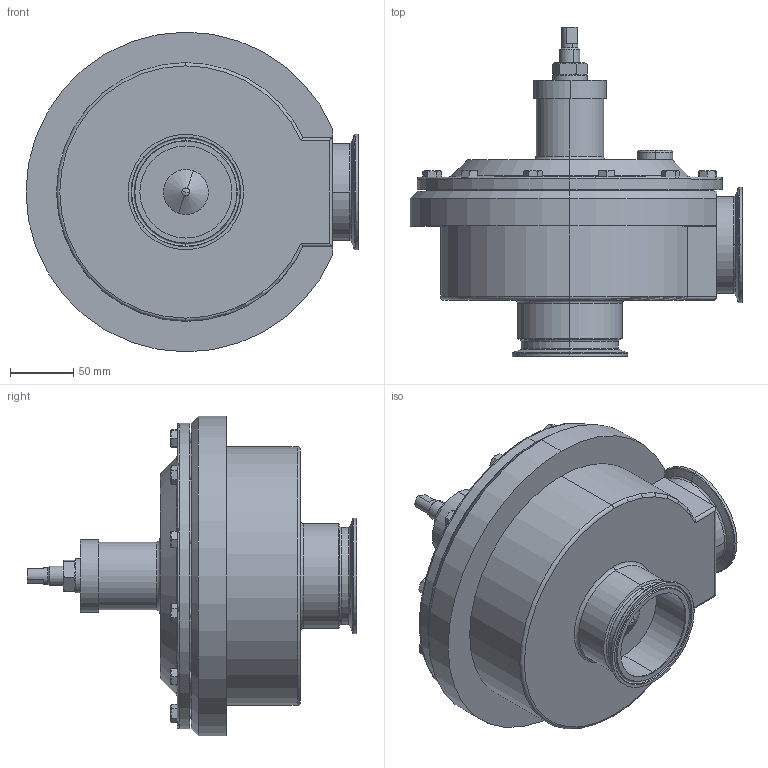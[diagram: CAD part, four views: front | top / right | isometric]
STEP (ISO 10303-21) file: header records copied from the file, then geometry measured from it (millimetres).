
FILE_DESCRIPTION (( 'STEP AP203' ), '1' );
FILE_NAME ('FB6CPM-300-6L.STEP', '2023-08-15T15:33:16', ( '' ), ( '' ), 'SwSTEP 2.0', 'SolidWorks 2022', '' );
FILE_SCHEMA (( 'CONFIG_CONTROL_DESIGN' ));
Length unit declared in the file: inch
Products named in the file (1): FB6CPM-300-6L
Bounding box: 261.62 x 259.33 x 251.97 mm (x, y, z)
Volume: 4362172.6 mm3; surface area: 246599 mm2
Topology: 1 solids, 1 shells, 349 faces, 819 edges, 489 vertices
Faces by surface type: plane 132, cone 115, cylinder 71, torus 29, sphere 2
Entity records: 10674 total; most frequent: CARTESIAN_POINT 2664, DIRECTION 1687, ORIENTED_EDGE 1638, EDGE_CURVE 819, AXIS2_PLACEMENT_3D 692, VERTEX_POINT 489, EDGE_LOOP 392, ADVANCED_FACE 349
